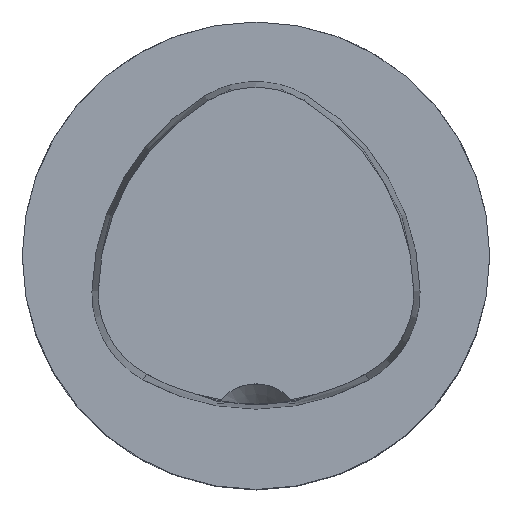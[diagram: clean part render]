
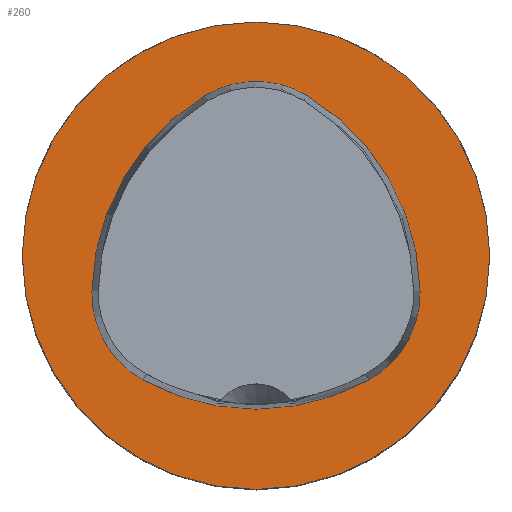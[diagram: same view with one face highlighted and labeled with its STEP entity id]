
A CAD part, top view. The second image highlights one B-rep face of the part: STEP entity #260.
In plain terms, the highlighted planar face has unit normal (0, 0, 1).
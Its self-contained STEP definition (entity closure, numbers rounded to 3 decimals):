
#225=PLANE('',#692);
#260=ADVANCED_FACE('',(#285,#286),#225,.T.);
#285=FACE_BOUND('',#333,.T.);
#286=FACE_BOUND('',#334,.T.);
#333=EDGE_LOOP('',(#452));
#334=EDGE_LOOP('',(#453,#454,#455,#456,#457,#458));
#452=ORIENTED_EDGE('',*,*,#590,.F.);
#453=ORIENTED_EDGE('',*,*,#540,.T.);
#454=ORIENTED_EDGE('',*,*,#555,.T.);
#455=ORIENTED_EDGE('',*,*,#552,.T.);
#456=ORIENTED_EDGE('',*,*,#549,.T.);
#457=ORIENTED_EDGE('',*,*,#546,.T.);
#458=ORIENTED_EDGE('',*,*,#544,.T.);
#492=VERTEX_POINT('',#938);
#493=VERTEX_POINT('',#939);
#495=VERTEX_POINT('',#946);
#496=VERTEX_POINT('',#950);
#498=VERTEX_POINT('',#956);
#500=VERTEX_POINT('',#962);
#522=VERTEX_POINT('',#1042);
#540=EDGE_CURVE('',#492,#493,#603,.T.);
#544=EDGE_CURVE('',#495,#492,#605,.T.);
#546=EDGE_CURVE('',#496,#495,#606,.T.);
#549=EDGE_CURVE('',#498,#496,#608,.T.);
#552=EDGE_CURVE('',#500,#498,#610,.T.);
#555=EDGE_CURVE('',#493,#500,#612,.T.);
#590=EDGE_CURVE('',#522,#522,#619,.T.);
#603=CIRCLE('',#643,8.5);
#605=CIRCLE('',#646,20.);
#606=CIRCLE('',#648,8.5);
#608=CIRCLE('',#651,20.);
#610=CIRCLE('',#654,8.5);
#612=CIRCLE('',#657,20.);
#619=CIRCLE('',#691,20.0);
#643=AXIS2_PLACEMENT_3D('',#937,#742,#743);
#646=AXIS2_PLACEMENT_3D('',#945,#750,#751);
#648=AXIS2_PLACEMENT_3D('',#949,#755,#756);
#651=AXIS2_PLACEMENT_3D('',#955,#762,#763);
#654=AXIS2_PLACEMENT_3D('',#961,#769,#770);
#657=AXIS2_PLACEMENT_3D('',#967,#776,#777);
#691=AXIS2_PLACEMENT_3D('',#1041,#864,#865);
#692=AXIS2_PLACEMENT_3D('',#1043,#866,#867);
#742=DIRECTION('',(0.0,0.0,-1.0));
#743=DIRECTION('',(-0.866,-0.5,0.0));
#750=DIRECTION('',(0.0,0.0,-1.0));
#751=DIRECTION('',(0.0,-1.0,0.0));
#755=DIRECTION('',(0.0,0.0,-1.0));
#756=DIRECTION('',(0.866,-0.5,0.0));
#762=DIRECTION('',(0.0,0.0,-1.0));
#763=DIRECTION('',(0.866,0.5,0.0));
#769=DIRECTION('',(0.0,0.0,-1.0));
#770=DIRECTION('',(0.0,1.0,0.0));
#776=DIRECTION('',(0.0,0.0,-1.0));
#777=DIRECTION('',(-0.866,0.5,0.0));
#864=DIRECTION('',(0.0,0.0,-1.0));
#865=DIRECTION('',(-1.0,0.0,0.0));
#866=DIRECTION('',(0.0,0.0,1.0));
#867=DIRECTION('',(0.0,1.0,0.0));
#937=CARTESIAN_POINT('',(-5.543,-3.2,0.0));
#938=CARTESIAN_POINT('',(-9.639,-10.648,0.));
#939=CARTESIAN_POINT('',(-14.041,-3.024,0.0));
#945=CARTESIAN_POINT('',(0.0,6.876,0.0));
#946=CARTESIAN_POINT('',(9.639,-10.648,0.));
#949=CARTESIAN_POINT('',(5.543,-3.2,0.0));
#950=CARTESIAN_POINT('',(14.041,-3.024,0.0));
#955=CARTESIAN_POINT('',(-5.955,-3.438,0.0));
#956=CARTESIAN_POINT('',(4.402,13.672,0.));
#961=CARTESIAN_POINT('',(0.0,6.4,0.0));
#962=CARTESIAN_POINT('',(-4.402,13.672,0.));
#967=CARTESIAN_POINT('',(5.955,-3.438,0.0));
#1041=CARTESIAN_POINT('',(0.0,0.0,0.0));
#1042=CARTESIAN_POINT('',(-20.0,0.0,0.0));
#1043=CARTESIAN_POINT('',(-10.0,0.0,0.0));
